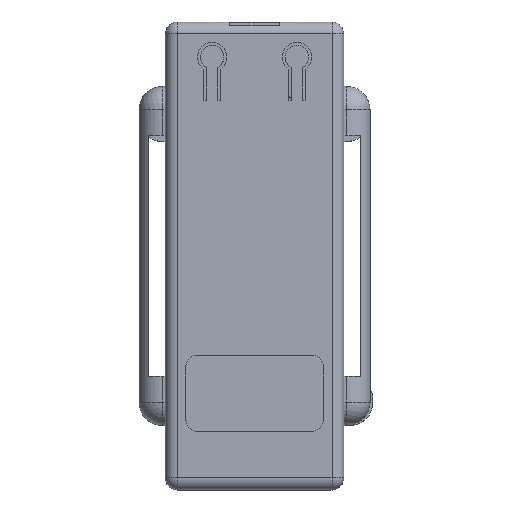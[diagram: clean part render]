
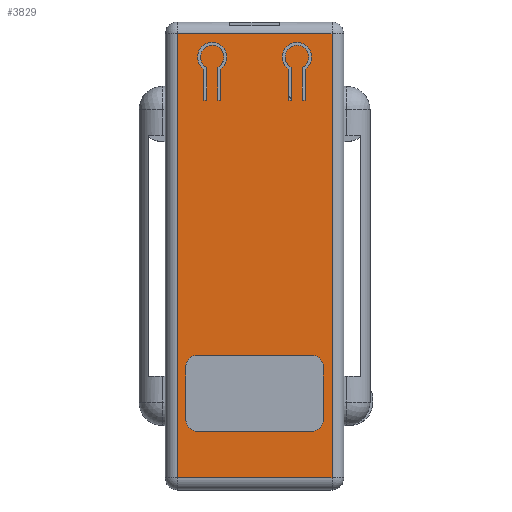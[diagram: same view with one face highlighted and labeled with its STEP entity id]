
A CAD part, top view. The second image highlights one B-rep face of the part: STEP entity #3829.
In plain terms, the highlighted planar face has unit normal (0, 0, 1).
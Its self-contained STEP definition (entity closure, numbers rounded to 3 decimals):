
#109=FACE_BOUND('',#567,.T.);
#110=FACE_BOUND('',#568,.T.);
#111=FACE_BOUND('',#569,.T.);
#178=CIRCLE('',#4092,2.);
#181=CIRCLE('',#4097,2.);
#182=CIRCLE('',#4099,2.);
#185=CIRCLE('',#4104,2.);
#186=CIRCLE('',#4107,2.5);
#187=CIRCLE('',#4108,2.);
#188=CIRCLE('',#4109,2.);
#189=CIRCLE('',#4110,2.5);
#190=CIRCLE('',#4111,2.);
#191=CIRCLE('',#4112,2.);
#343=FACE_OUTER_BOUND('',#566,.T.);
#566=EDGE_LOOP('',(#2885,#2886,#2887,#2888));
#567=EDGE_LOOP('',(#2889,#2890,#2891,#2892,#2893,#2894,#2895,#2896));
#568=EDGE_LOOP('',(#2897,#2898,#2899,#2900,#2901,#2902,#2903,#2904,#2905));
#569=EDGE_LOOP('',(#2906,#2907,#2908,#2909,#2910,#2911,#2912,#2913,#2914));
#849=LINE('',#5920,#1271);
#855=LINE('',#5941,#1277);
#859=LINE('',#5952,#1281);
#861=LINE('',#5957,#1283);
#862=LINE('',#5959,#1284);
#863=LINE('',#5961,#1285);
#864=LINE('',#5962,#1286);
#865=LINE('',#5963,#1287);
#866=LINE('',#5966,#1288);
#867=LINE('',#5968,#1289);
#868=LINE('',#5972,#1290);
#869=LINE('',#5974,#1291);
#870=LINE('',#5976,#1292);
#871=LINE('',#5981,#1293);
#872=LINE('',#5984,#1294);
#873=LINE('',#5986,#1295);
#874=LINE('',#5990,#1296);
#875=LINE('',#5992,#1297);
#876=LINE('',#5994,#1298);
#877=LINE('',#5999,#1299);
#1271=VECTOR('',#4708,10.);
#1277=VECTOR('',#4728,10.);
#1281=VECTOR('',#4740,10.);
#1283=VECTOR('',#4744,10.);
#1284=VECTOR('',#4745,10.);
#1285=VECTOR('',#4746,10.);
#1286=VECTOR('',#4747,10.);
#1287=VECTOR('',#4748,10.);
#1288=VECTOR('',#4749,10.);
#1289=VECTOR('',#4750,10.);
#1290=VECTOR('',#4753,10.);
#1291=VECTOR('',#4754,10.);
#1292=VECTOR('',#4755,10.);
#1293=VECTOR('',#4760,10.);
#1294=VECTOR('',#4761,10.);
#1295=VECTOR('',#4762,10.);
#1296=VECTOR('',#4765,10.);
#1297=VECTOR('',#4766,10.);
#1298=VECTOR('',#4767,10.);
#1299=VECTOR('',#4772,10.);
#1679=VERTEX_POINT('',#5910);
#1680=VERTEX_POINT('',#5911);
#1683=VERTEX_POINT('',#5919);
#1686=VERTEX_POINT('',#5927);
#1687=VERTEX_POINT('',#5931);
#1688=VERTEX_POINT('',#5932);
#1691=VERTEX_POINT('',#5940);
#1694=VERTEX_POINT('',#5948);
#1695=VERTEX_POINT('',#5955);
#1696=VERTEX_POINT('',#5956);
#1697=VERTEX_POINT('',#5958);
#1698=VERTEX_POINT('',#5960);
#1699=VERTEX_POINT('',#5964);
#1700=VERTEX_POINT('',#5965);
#1701=VERTEX_POINT('',#5967);
#1702=VERTEX_POINT('',#5969);
#1703=VERTEX_POINT('',#5971);
#1704=VERTEX_POINT('',#5973);
#1705=VERTEX_POINT('',#5975);
#1706=VERTEX_POINT('',#5977);
#1707=VERTEX_POINT('',#5979);
#1708=VERTEX_POINT('',#5982);
#1709=VERTEX_POINT('',#5983);
#1710=VERTEX_POINT('',#5985);
#1711=VERTEX_POINT('',#5987);
#1712=VERTEX_POINT('',#5989);
#1713=VERTEX_POINT('',#5991);
#1714=VERTEX_POINT('',#5993);
#1715=VERTEX_POINT('',#5995);
#1716=VERTEX_POINT('',#5997);
#2107=EDGE_CURVE('',#1679,#1680,#178,.T.);
#2111=EDGE_CURVE('',#1680,#1683,#849,.T.);
#2115=EDGE_CURVE('',#1683,#1686,#181,.T.);
#2117=EDGE_CURVE('',#1687,#1688,#182,.T.);
#2121=EDGE_CURVE('',#1691,#1688,#855,.T.);
#2125=EDGE_CURVE('',#1691,#1694,#185,.T.);
#2127=EDGE_CURVE('',#1687,#1686,#859,.T.);
#2129=EDGE_CURVE('',#1695,#1696,#861,.T.);
#2130=EDGE_CURVE('',#1697,#1695,#862,.T.);
#2131=EDGE_CURVE('',#1698,#1697,#863,.T.);
#2132=EDGE_CURVE('',#1696,#1698,#864,.T.);
#2133=EDGE_CURVE('',#1679,#1694,#865,.T.);
#2134=EDGE_CURVE('',#1699,#1700,#866,.T.);
#2135=EDGE_CURVE('',#1700,#1701,#867,.T.);
#2136=EDGE_CURVE('',#1701,#1702,#186,.T.);
#2137=EDGE_CURVE('',#1702,#1703,#868,.T.);
#2138=EDGE_CURVE('',#1703,#1704,#869,.T.);
#2139=EDGE_CURVE('',#1704,#1705,#870,.T.);
#2140=EDGE_CURVE('',#1705,#1706,#187,.T.);
#2141=EDGE_CURVE('',#1706,#1707,#188,.T.);
#2142=EDGE_CURVE('',#1707,#1699,#871,.T.);
#2143=EDGE_CURVE('',#1708,#1709,#872,.T.);
#2144=EDGE_CURVE('',#1709,#1710,#873,.T.);
#2145=EDGE_CURVE('',#1710,#1711,#189,.T.);
#2146=EDGE_CURVE('',#1711,#1712,#874,.T.);
#2147=EDGE_CURVE('',#1712,#1713,#875,.T.);
#2148=EDGE_CURVE('',#1713,#1714,#876,.T.);
#2149=EDGE_CURVE('',#1714,#1715,#190,.T.);
#2150=EDGE_CURVE('',#1715,#1716,#191,.T.);
#2151=EDGE_CURVE('',#1716,#1708,#877,.T.);
#2885=ORIENTED_EDGE('',*,*,#2129,.F.);
#2886=ORIENTED_EDGE('',*,*,#2130,.F.);
#2887=ORIENTED_EDGE('',*,*,#2131,.F.);
#2888=ORIENTED_EDGE('',*,*,#2132,.F.);
#2889=ORIENTED_EDGE('',*,*,#2133,.T.);
#2890=ORIENTED_EDGE('',*,*,#2125,.F.);
#2891=ORIENTED_EDGE('',*,*,#2121,.T.);
#2892=ORIENTED_EDGE('',*,*,#2117,.F.);
#2893=ORIENTED_EDGE('',*,*,#2127,.T.);
#2894=ORIENTED_EDGE('',*,*,#2115,.F.);
#2895=ORIENTED_EDGE('',*,*,#2111,.F.);
#2896=ORIENTED_EDGE('',*,*,#2107,.F.);
#2897=ORIENTED_EDGE('',*,*,#2134,.T.);
#2898=ORIENTED_EDGE('',*,*,#2135,.T.);
#2899=ORIENTED_EDGE('',*,*,#2136,.T.);
#2900=ORIENTED_EDGE('',*,*,#2137,.T.);
#2901=ORIENTED_EDGE('',*,*,#2138,.T.);
#2902=ORIENTED_EDGE('',*,*,#2139,.T.);
#2903=ORIENTED_EDGE('',*,*,#2140,.T.);
#2904=ORIENTED_EDGE('',*,*,#2141,.T.);
#2905=ORIENTED_EDGE('',*,*,#2142,.T.);
#2906=ORIENTED_EDGE('',*,*,#2143,.T.);
#2907=ORIENTED_EDGE('',*,*,#2144,.T.);
#2908=ORIENTED_EDGE('',*,*,#2145,.T.);
#2909=ORIENTED_EDGE('',*,*,#2146,.T.);
#2910=ORIENTED_EDGE('',*,*,#2147,.T.);
#2911=ORIENTED_EDGE('',*,*,#2148,.T.);
#2912=ORIENTED_EDGE('',*,*,#2149,.T.);
#2913=ORIENTED_EDGE('',*,*,#2150,.T.);
#2914=ORIENTED_EDGE('',*,*,#2151,.T.);
#3656=PLANE('',#4106);
#3829=ADVANCED_FACE('',(#343,#109,#110,#111),#3656,.T.);
#4092=AXIS2_PLACEMENT_3D('',#5912,#4700,#4701);
#4097=AXIS2_PLACEMENT_3D('',#5928,#4715,#4716);
#4099=AXIS2_PLACEMENT_3D('',#5933,#4720,#4721);
#4104=AXIS2_PLACEMENT_3D('',#5949,#4735,#4736);
#4106=AXIS2_PLACEMENT_3D('',#5954,#4742,#4743);
#4107=AXIS2_PLACEMENT_3D('',#5970,#4751,#4752);
#4108=AXIS2_PLACEMENT_3D('',#5978,#4756,#4757);
#4109=AXIS2_PLACEMENT_3D('',#5980,#4758,#4759);
#4110=AXIS2_PLACEMENT_3D('',#5988,#4763,#4764);
#4111=AXIS2_PLACEMENT_3D('',#5996,#4768,#4769);
#4112=AXIS2_PLACEMENT_3D('',#5998,#4770,#4771);
#4700=DIRECTION('center_axis',(0.,0.,1.));
#4701=DIRECTION('ref_axis',(0.707,0.707,0.));
#4708=DIRECTION('',(-1.,0.,0.));
#4715=DIRECTION('center_axis',(0.,0.,1.));
#4716=DIRECTION('ref_axis',(-0.707,0.707,0.));
#4720=DIRECTION('center_axis',(0.,0.,1.));
#4721=DIRECTION('ref_axis',(-0.707,-0.707,0.));
#4728=DIRECTION('',(-1.,0.,0.));
#4735=DIRECTION('center_axis',(0.,0.,1.));
#4736=DIRECTION('ref_axis',(0.707,-0.707,0.));
#4740=DIRECTION('',(0.,1.,0.));
#4742=DIRECTION('center_axis',(0.,0.,1.));
#4743=DIRECTION('ref_axis',(-1.,0.,0.));
#4744=DIRECTION('',(1.,0.,0.));
#4745=DIRECTION('',(0.,1.,0.));
#4746=DIRECTION('',(-1.,0.,0.));
#4747=DIRECTION('',(0.,-1.,0.));
#4748=DIRECTION('',(0.,-1.,0.));
#4749=DIRECTION('',(-1.,0.,0.));
#4750=DIRECTION('',(0.,1.,0.));
#4751=DIRECTION('center_axis',(0.,0.,-1.));
#4752=DIRECTION('ref_axis',(1.,0.,0.));
#4753=DIRECTION('',(0.,-1.,0.));
#4754=DIRECTION('',(-1.,0.,0.));
#4755=DIRECTION('',(0.,1.,0.));
#4756=DIRECTION('center_axis',(0.,0.,1.));
#4757=DIRECTION('ref_axis',(1.,0.,0.));
#4758=DIRECTION('center_axis',(0.,0.,1.));
#4759=DIRECTION('ref_axis',(1.,0.,0.));
#4760=DIRECTION('',(0.,-1.,0.));
#4761=DIRECTION('',(-1.,0.,0.));
#4762=DIRECTION('',(0.,1.,0.));
#4763=DIRECTION('center_axis',(0.,0.,-1.));
#4764=DIRECTION('ref_axis',(1.,0.,0.));
#4765=DIRECTION('',(0.,-1.,0.));
#4766=DIRECTION('',(-1.,0.,0.));
#4767=DIRECTION('',(0.,1.,0.));
#4768=DIRECTION('center_axis',(0.,0.,1.));
#4769=DIRECTION('ref_axis',(1.,0.,0.));
#4770=DIRECTION('center_axis',(0.,0.,1.));
#4771=DIRECTION('ref_axis',(1.,0.,0.));
#4772=DIRECTION('',(0.,-1.,0.));
#5910=CARTESIAN_POINT('',(25.,17.,34.07));
#5911=CARTESIAN_POINT('',(23.,19.,34.07));
#5912=CARTESIAN_POINT('Origin',(23.,17.,34.07));
#5919=CARTESIAN_POINT('',(3.5,19.,34.07));
#5920=CARTESIAN_POINT('',(15.,19.,34.07));
#5927=CARTESIAN_POINT('',(1.5,17.,34.07));
#5928=CARTESIAN_POINT('Origin',(3.5,17.,34.07));
#5931=CARTESIAN_POINT('',(1.5,8.,34.07));
#5932=CARTESIAN_POINT('',(3.5,6.,34.07));
#5933=CARTESIAN_POINT('Origin',(3.5,8.,34.07));
#5940=CARTESIAN_POINT('',(23.,6.,34.07));
#5941=CARTESIAN_POINT('',(26.75,6.,34.07));
#5948=CARTESIAN_POINT('',(25.,8.,34.07));
#5949=CARTESIAN_POINT('Origin',(23.,8.,34.07));
#5952=CARTESIAN_POINT('',(1.5,46.75,34.07));
#5954=CARTESIAN_POINT('Origin',(28.5,75.,34.07));
#5955=CARTESIAN_POINT('',(0.,74.,34.07));
#5956=CARTESIAN_POINT('',(26.5,74.,34.07));
#5957=CARTESIAN_POINT('',(21.837,74.,34.07));
#5958=CARTESIAN_POINT('',(0.,-2.,34.07));
#5959=CARTESIAN_POINT('',(0.,41.,34.07));
#5960=CARTESIAN_POINT('',(26.5,-2.,34.07));
#5961=CARTESIAN_POINT('',(13.25,-2.,34.07));
#5962=CARTESIAN_POINT('',(26.5,36.,34.07));
#5963=CARTESIAN_POINT('',(25.,41.5,34.07));
#5964=CARTESIAN_POINT('',(5.077,62.595,34.07));
#5965=CARTESIAN_POINT('',(4.577,62.595,34.07));
#5966=CARTESIAN_POINT('',(16.788,62.595,34.07));
#5967=CARTESIAN_POINT('',(4.577,67.945,34.07));
#5968=CARTESIAN_POINT('',(4.577,68.797,34.07));
#5969=CARTESIAN_POINT('',(7.423,67.945,34.07));
#5970=CARTESIAN_POINT('Origin',(6.,70.,34.07));
#5971=CARTESIAN_POINT('',(7.423,62.595,34.07));
#5972=CARTESIAN_POINT('',(7.423,71.472,34.07));
#5973=CARTESIAN_POINT('',(6.923,62.595,34.07));
#5974=CARTESIAN_POINT('',(17.962,62.595,34.07));
#5975=CARTESIAN_POINT('',(6.923,68.226,34.07));
#5976=CARTESIAN_POINT('',(6.923,62.595,34.07));
#5977=CARTESIAN_POINT('',(4.,70.,34.07));
#5978=CARTESIAN_POINT('Origin',(6.,70.,34.07));
#5979=CARTESIAN_POINT('',(5.077,68.226,34.07));
#5980=CARTESIAN_POINT('Origin',(6.,70.,34.07));
#5981=CARTESIAN_POINT('',(5.077,71.338,34.07));
#5982=CARTESIAN_POINT('',(19.577,62.595,34.07));
#5983=CARTESIAN_POINT('',(19.077,62.595,34.07));
#5984=CARTESIAN_POINT('',(24.038,62.595,34.07));
#5985=CARTESIAN_POINT('',(19.077,67.945,34.07));
#5986=CARTESIAN_POINT('',(19.077,68.797,34.07));
#5987=CARTESIAN_POINT('',(21.923,67.945,34.07));
#5988=CARTESIAN_POINT('Origin',(20.5,70.,34.07));
#5989=CARTESIAN_POINT('',(21.923,62.595,34.07));
#5990=CARTESIAN_POINT('',(21.923,71.472,34.07));
#5991=CARTESIAN_POINT('',(21.423,62.595,34.07));
#5992=CARTESIAN_POINT('',(25.212,62.595,34.07));
#5993=CARTESIAN_POINT('',(21.423,68.226,34.07));
#5994=CARTESIAN_POINT('',(21.423,68.797,34.07));
#5995=CARTESIAN_POINT('',(18.5,70.,34.07));
#5996=CARTESIAN_POINT('Origin',(20.5,70.,34.07));
#5997=CARTESIAN_POINT('',(19.577,68.226,34.07));
#5998=CARTESIAN_POINT('Origin',(20.5,70.,34.07));
#5999=CARTESIAN_POINT('',(19.577,71.338,34.07));
